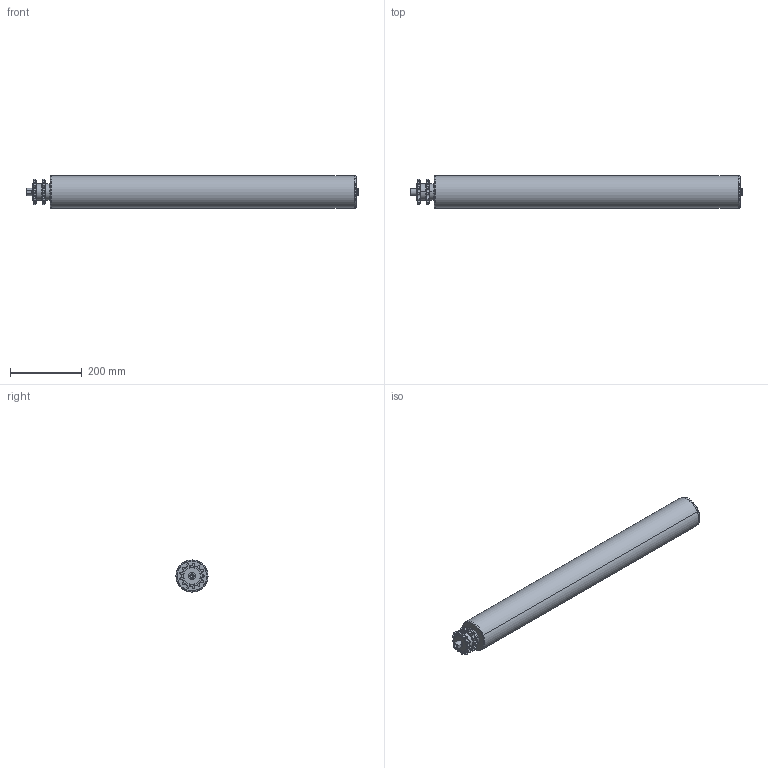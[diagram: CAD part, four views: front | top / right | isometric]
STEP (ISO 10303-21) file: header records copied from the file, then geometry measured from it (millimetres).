
FILE_DESCRIPTION (( 'STEP AP203' ), '1' );
FILE_NAME ('89-850L Roller.stp.STEP', '2024-12-24T08:11:13', ( '' ), ( '' ), 'SwSTEP 2.0', 'SolidWorks 2020', '' );
FILE_SCHEMA (( 'CONFIG_CONTROL_DESIGN' ));
Length unit declared in the file: millimetre
Products named in the file (5): 922.5__.stp; 89____-0.stp; 89-841____.stp; 89-850L Roller.stp; 89____.stp
Assembly tree (4 placements, depth 2):
  89-850L Roller.stp
    89-841____.stp
    89____.stp
    89____-0.stp
    922.5__.stp
Bounding box: 922.5 x 89 x 89 mm (x, y, z)
Volume: 1343523.7 mm3; surface area: 565613.9 mm2
Topology: 4 solids, 4 shells, 339 faces, 941 edges, 616 vertices
Faces by surface type: cylinder 190, plane 72, torus 64, cone 13
Entity records: 13794 total; most frequent: CARTESIAN_POINT 5194, ORIENTED_EDGE 1874, DIRECTION 1468, EDGE_CURVE 937, VERTEX_POINT 616, AXIS2_PLACEMENT_3D 603, B_SPLINE_CURVE_WITH_KNOTS 418, EDGE_LOOP 355
